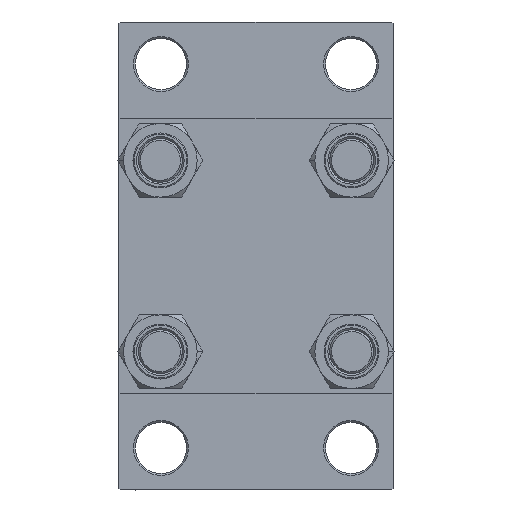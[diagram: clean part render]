
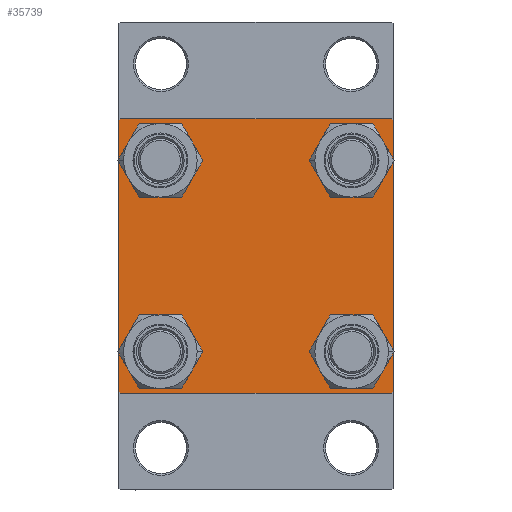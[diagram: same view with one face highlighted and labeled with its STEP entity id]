
A CAD part, left-side view. The second image highlights one B-rep face of the part: STEP entity #35739.
In plain terms, the highlighted planar face has unit normal (-1, 0, 0).
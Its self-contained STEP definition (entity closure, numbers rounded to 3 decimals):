
#728 = ORIENTED_EDGE ( 'NONE', *, *, #33489, .T. ) ;
#807 = DIRECTION ( 'NONE',  ( 0., -0.707, 0.707 ) ) ;
#1496 = DIRECTION ( 'NONE',  ( 0., 0., 1. ) ) ;
#2081 = DIRECTION ( 'NONE',  ( 0., 0., -1. ) ) ;
#2097 = ORIENTED_EDGE ( 'NONE', *, *, #20098, .T. ) ;
#2516 = AXIS2_PLACEMENT_3D ( 'NONE', #35724, #7062, #39087 ) ;
#3087 = LINE ( 'NONE', #21939, #21685 ) ;
#3705 = EDGE_LOOP ( 'NONE', ( #46764, #7276 ) ) ;
#3999 = LINE ( 'NONE', #33366, #16641 ) ;
#4117 = EDGE_CURVE ( 'NONE', #42219, #45855, #37074, .T. ) ;
#4355 = VERTEX_POINT ( 'NONE', #27597 ) ;
#5232 = VECTOR ( 'NONE', #17196, 1000. ) ;
#6023 = AXIS2_PLACEMENT_3D ( 'NONE', #16967, #35574, #28401 ) ;
#6107 = CARTESIAN_POINT ( 'NONE',  ( 0., 37.5, 37.5 ) ) ;
#6492 = CARTESIAN_POINT ( 'NONE',  ( 0., -26.15, -26.15 ) ) ;
#6650 = CARTESIAN_POINT ( 'NONE',  ( 0., -37.5, -37. ) ) ;
#6672 = CARTESIAN_POINT ( 'NONE',  ( 0., 26.15, 26.15 ) ) ;
#6719 = DIRECTION ( 'NONE',  ( 1., 0., 0. ) ) ;
#7062 = DIRECTION ( 'NONE',  ( 1., 0., 0. ) ) ;
#7276 = ORIENTED_EDGE ( 'NONE', *, *, #31754, .T. ) ;
#7315 = LINE ( 'NONE', #42977, #5232 ) ;
#7915 = EDGE_CURVE ( 'NONE', #46002, #45219, #37324, .T. ) ;
#8956 = DIRECTION ( 'NONE',  ( 0., 0., 1. ) ) ;
#10117 = CIRCLE ( 'NONE', #2516, 6.5 ) ;
#10340 = DIRECTION ( 'NONE',  ( 0., 0.707, -0.707 ) ) ;
#10712 = CARTESIAN_POINT ( 'NONE',  ( 0., 37., -37.5 ) ) ;
#11290 = CARTESIAN_POINT ( 'NONE',  ( 0., 0., 0. ) ) ;
#11466 = LINE ( 'NONE', #43076, #44109 ) ;
#11471 = DIRECTION ( 'NONE',  ( 0., 0., 1. ) ) ;
#12238 = CARTESIAN_POINT ( 'NONE',  ( 0., -37.25, -37.25 ) ) ;
#12275 = VERTEX_POINT ( 'NONE', #36253 ) ;
#12730 = EDGE_CURVE ( 'NONE', #12842, #12275, #11466, .T. ) ;
#12842 = VERTEX_POINT ( 'NONE', #26188 ) ;
#12948 = CIRCLE ( 'NONE', #19058, 6.5 ) ;
#13295 = VERTEX_POINT ( 'NONE', #29754 ) ;
#13788 = DIRECTION ( 'NONE',  ( 1., 0., 0. ) ) ;
#14167 = EDGE_CURVE ( 'NONE', #26134, #46002, #7315, .T. ) ;
#14738 = DIRECTION ( 'NONE',  ( 0., 0., -1. ) ) ;
#15364 = DIRECTION ( 'NONE',  ( 0., 0., 1. ) ) ;
#15486 = ORIENTED_EDGE ( 'NONE', *, *, #47076, .T. ) ;
#15788 = VERTEX_POINT ( 'NONE', #45929 ) ;
#16026 = VERTEX_POINT ( 'NONE', #37063 ) ;
#16350 = VERTEX_POINT ( 'NONE', #20891 ) ;
#16492 = AXIS2_PLACEMENT_3D ( 'NONE', #35281, #13788, #24994 ) ;
#16641 = VECTOR ( 'NONE', #14738, 1000. ) ;
#16967 = CARTESIAN_POINT ( 'NONE',  ( 0., -26.15, 26.15 ) ) ;
#17196 = DIRECTION ( 'NONE',  ( 0., -1., 0. ) ) ;
#17207 = DIRECTION ( 'NONE',  ( 0., 0., 1. ) ) ;
#17708 = CARTESIAN_POINT ( 'NONE',  ( 0., 26.15, -32.65 ) ) ;
#17736 = DIRECTION ( 'NONE',  ( 0., 0.707, 0.707 ) ) ;
#18325 = VECTOR ( 'NONE', #44655, 1000. ) ;
#18580 = EDGE_CURVE ( 'NONE', #38717, #26134, #30781, .T. ) ;
#18854 = CARTESIAN_POINT ( 'NONE',  ( 0., -26.15, -32.65 ) ) ;
#19058 = AXIS2_PLACEMENT_3D ( 'NONE', #40152, #29622, #11471 ) ;
#19676 = ORIENTED_EDGE ( 'NONE', *, *, #27876, .T. ) ;
#19805 = ORIENTED_EDGE ( 'NONE', *, *, #12730, .T. ) ;
#20098 = EDGE_CURVE ( 'NONE', #23095, #38702, #28949, .T. ) ;
#20333 = ORIENTED_EDGE ( 'NONE', *, *, #35212, .F. ) ;
#20632 = EDGE_CURVE ( 'NONE', #38702, #23095, #27429, .T. ) ;
#20891 = CARTESIAN_POINT ( 'NONE',  ( 0., 26.15, 32.65 ) ) ;
#21685 = VECTOR ( 'NONE', #39144, 1000. ) ;
#21919 = ORIENTED_EDGE ( 'NONE', *, *, #20632, .T. ) ;
#21939 = CARTESIAN_POINT ( 'NONE',  ( 0., 37.5, 37.5 ) ) ;
#22301 = FACE_OUTER_BOUND ( 'NONE', #30203, .T. ) ;
#22538 = FACE_BOUND ( 'NONE', #3705, .T. ) ;
#23095 = VERTEX_POINT ( 'NONE', #18854 ) ;
#23454 = CARTESIAN_POINT ( 'NONE',  ( 0., 26.15, -26.15 ) ) ;
#24189 = EDGE_LOOP ( 'NONE', ( #42979, #15486 ) ) ;
#24254 = ORIENTED_EDGE ( 'NONE', *, *, #41332, .T. ) ;
#24356 = DIRECTION ( 'NONE',  ( 1., 0., 0. ) ) ;
#24597 = VERTEX_POINT ( 'NONE', #39969 ) ;
#24994 = DIRECTION ( 'NONE',  ( 0., 0., 1. ) ) ;
#25504 = AXIS2_PLACEMENT_3D ( 'NONE', #23454, #37556, #1496 ) ;
#25633 = FACE_BOUND ( 'NONE', #24189, .T. ) ;
#25866 = PLANE ( 'NONE',  #33894 ) ;
#26134 = VERTEX_POINT ( 'NONE', #10712 ) ;
#26188 = CARTESIAN_POINT ( 'NONE',  ( 0., 37., 37.5 ) ) ;
#27429 = CIRCLE ( 'NONE', #46509, 6.5 ) ;
#27597 = CARTESIAN_POINT ( 'NONE',  ( 0., -26.15, 32.65 ) ) ;
#27876 = EDGE_CURVE ( 'NONE', #16026, #4355, #10117, .T. ) ;
#27922 = VECTOR ( 'NONE', #807, 1000. ) ;
#28401 = DIRECTION ( 'NONE',  ( 0., 0., 1. ) ) ;
#28832 = CARTESIAN_POINT ( 'NONE',  ( 0., -37., -37.5 ) ) ;
#28841 = CARTESIAN_POINT ( 'NONE',  ( 0., 37.5, -37. ) ) ;
#28949 = CIRCLE ( 'NONE', #32776, 6.5 ) ;
#29211 = DIRECTION ( 'NONE',  ( -1., 0., 0. ) ) ;
#29321 = AXIS2_PLACEMENT_3D ( 'NONE', #6672, #24356, #17207 ) ;
#29622 = DIRECTION ( 'NONE',  ( 1., 0., 0. ) ) ;
#29656 = LINE ( 'NONE', #32302, #40719 ) ;
#29754 = CARTESIAN_POINT ( 'NONE',  ( 0., 26.15, 19.65 ) ) ;
#30102 = CIRCLE ( 'NONE', #29321, 6.5 ) ;
#30203 = EDGE_LOOP ( 'NONE', ( #33703, #30997, #44831, #32295, #32008, #728, #20333, #19805 ) ) ;
#30459 = DIRECTION ( 'NONE',  ( 1., 0., 0. ) ) ;
#30781 = LINE ( 'NONE', #34370, #18325 ) ;
#30997 = ORIENTED_EDGE ( 'NONE', *, *, #18580, .T. ) ;
#31112 = DIRECTION ( 'NONE',  ( 0., 0., 1. ) ) ;
#31464 = EDGE_LOOP ( 'NONE', ( #24254, #19676 ) ) ;
#31754 = EDGE_CURVE ( 'NONE', #45855, #42219, #38482, .T. ) ;
#32008 = ORIENTED_EDGE ( 'NONE', *, *, #42580, .F. ) ;
#32295 = ORIENTED_EDGE ( 'NONE', *, *, #7915, .T. ) ;
#32302 = CARTESIAN_POINT ( 'NONE',  ( 0., -37.25, 37.25 ) ) ;
#32738 = EDGE_CURVE ( 'NONE', #16350, #13295, #30102, .T. ) ;
#32776 = AXIS2_PLACEMENT_3D ( 'NONE', #34281, #30459, #8956 ) ;
#32806 = FACE_BOUND ( 'NONE', #41072, .T. ) ;
#33366 = CARTESIAN_POINT ( 'NONE',  ( 0., -37.5, 37.5 ) ) ;
#33489 = EDGE_CURVE ( 'NONE', #24597, #15788, #29656, .T. ) ;
#33703 = ORIENTED_EDGE ( 'NONE', *, *, #43357, .T. ) ;
#33894 = AXIS2_PLACEMENT_3D ( 'NONE', #11290, #29211, #15364 ) ;
#34281 = CARTESIAN_POINT ( 'NONE',  ( 0., -26.15, -26.15 ) ) ;
#34370 = CARTESIAN_POINT ( 'NONE',  ( 0., 37.25, -37.25 ) ) ;
#35212 = EDGE_CURVE ( 'NONE', #12842, #15788, #3087, .T. ) ;
#35281 = CARTESIAN_POINT ( 'NONE',  ( 0., 26.15, -26.15 ) ) ;
#35574 = DIRECTION ( 'NONE',  ( 1., 0., 0. ) ) ;
#35724 = CARTESIAN_POINT ( 'NONE',  ( 0., -26.15, 26.15 ) ) ;
#35739 = ADVANCED_FACE ( 'NONE', ( #36382, #32806, #22538, #25633, #22301 ), #25866, .T. ) ;
#36253 = CARTESIAN_POINT ( 'NONE',  ( 0., 37.5, 37. ) ) ;
#36382 = FACE_BOUND ( 'NONE', #31464, .T. ) ;
#37063 = CARTESIAN_POINT ( 'NONE',  ( 0., -26.15, 19.65 ) ) ;
#37074 = CIRCLE ( 'NONE', #16492, 6.5 ) ;
#37324 = LINE ( 'NONE', #12238, #27922 ) ;
#37357 = CARTESIAN_POINT ( 'NONE',  ( 0., 26.15, -19.65 ) ) ;
#37556 = DIRECTION ( 'NONE',  ( 1., 0., 0. ) ) ;
#38088 = CIRCLE ( 'NONE', #6023, 6.5 ) ;
#38482 = CIRCLE ( 'NONE', #25504, 6.5 ) ;
#38702 = VERTEX_POINT ( 'NONE', #42953 ) ;
#38717 = VERTEX_POINT ( 'NONE', #28841 ) ;
#39087 = DIRECTION ( 'NONE',  ( 0., 0., 1. ) ) ;
#39144 = DIRECTION ( 'NONE',  ( 0., -1., 0. ) ) ;
#39969 = CARTESIAN_POINT ( 'NONE',  ( 0., -37.5, 37. ) ) ;
#40152 = CARTESIAN_POINT ( 'NONE',  ( 0., 26.15, 26.15 ) ) ;
#40719 = VECTOR ( 'NONE', #17736, 1000. ) ;
#41072 = EDGE_LOOP ( 'NONE', ( #21919, #2097 ) ) ;
#41332 = EDGE_CURVE ( 'NONE', #4355, #16026, #38088, .T. ) ;
#42219 = VERTEX_POINT ( 'NONE', #37357 ) ;
#42580 = EDGE_CURVE ( 'NONE', #24597, #45219, #3999, .T. ) ;
#42659 = LINE ( 'NONE', #6107, #46408 ) ;
#42953 = CARTESIAN_POINT ( 'NONE',  ( 0., -26.15, -19.65 ) ) ;
#42977 = CARTESIAN_POINT ( 'NONE',  ( 0., 37.5, -37.5 ) ) ;
#42979 = ORIENTED_EDGE ( 'NONE', *, *, #32738, .T. ) ;
#43076 = CARTESIAN_POINT ( 'NONE',  ( 0., 37.25, 37.25 ) ) ;
#43357 = EDGE_CURVE ( 'NONE', #12275, #38717, #42659, .T. ) ;
#44109 = VECTOR ( 'NONE', #10340, 1000. ) ;
#44655 = DIRECTION ( 'NONE',  ( 0., -0.707, -0.707 ) ) ;
#44831 = ORIENTED_EDGE ( 'NONE', *, *, #14167, .T. ) ;
#45219 = VERTEX_POINT ( 'NONE', #6650 ) ;
#45855 = VERTEX_POINT ( 'NONE', #17708 ) ;
#45929 = CARTESIAN_POINT ( 'NONE',  ( 0., -37., 37.5 ) ) ;
#46002 = VERTEX_POINT ( 'NONE', #28832 ) ;
#46408 = VECTOR ( 'NONE', #2081, 1000. ) ;
#46509 = AXIS2_PLACEMENT_3D ( 'NONE', #6492, #6719, #31112 ) ;
#46764 = ORIENTED_EDGE ( 'NONE', *, *, #4117, .T. ) ;
#47076 = EDGE_CURVE ( 'NONE', #13295, #16350, #12948, .T. ) ;
